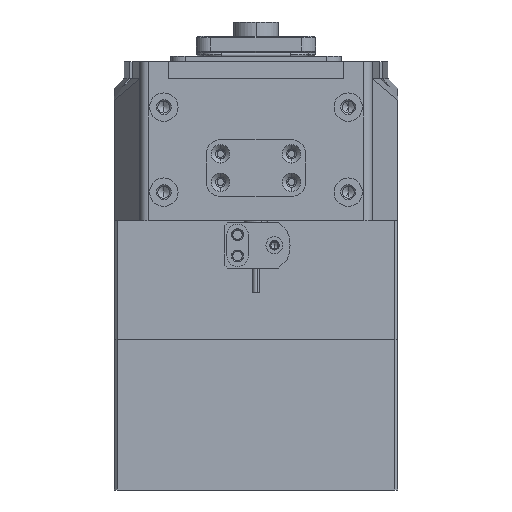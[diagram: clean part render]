
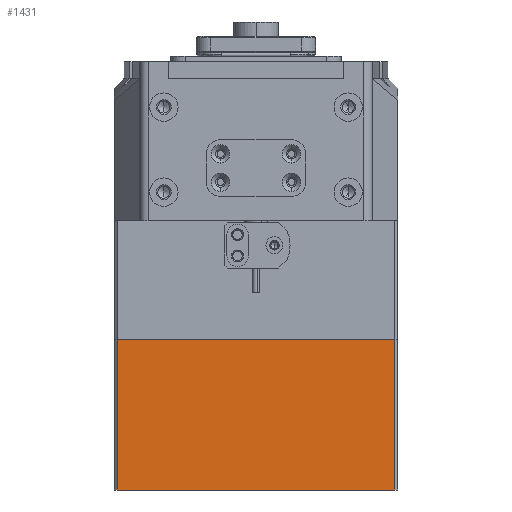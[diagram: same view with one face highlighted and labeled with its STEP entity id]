
A CAD part, left-side view. The second image highlights one B-rep face of the part: STEP entity #1431.
In plain terms, the highlighted planar face has unit normal (-1, 0, 0).
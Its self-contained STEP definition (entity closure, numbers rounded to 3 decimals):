
#1025 = VERTEX_POINT ( 'NONE', #40550 ) ;
#1431 = ADVANCED_FACE ( 'NONE', ( #52192 ), #11510, .F. ) ;
#5941 = LINE ( 'NONE', #43551, #11104 ) ;
#11104 = VECTOR ( 'NONE', #22384, 1000. ) ;
#11460 = CARTESIAN_POINT ( 'NONE',  ( -79.489, 45.785, 108. ) ) ;
#11510 = PLANE ( 'NONE',  #17708 ) ;
#12037 = DIRECTION ( 'NONE',  ( 1., 0., 0. ) ) ;
#14917 = LINE ( 'NONE', #11460, #30467 ) ;
#15118 = CARTESIAN_POINT ( 'NONE',  ( -79.489, 44.785, 55. ) ) ;
#15763 = EDGE_CURVE ( 'NONE', #1025, #18769, #47227, .T. ) ;
#17708 = AXIS2_PLACEMENT_3D ( 'NONE', #53370, #12037, #32332 ) ;
#18769 = VERTEX_POINT ( 'NONE', #15118 ) ;
#19109 = DIRECTION ( 'NONE',  ( 0., 1., 0. ) ) ;
#21453 = ORIENTED_EDGE ( 'NONE', *, *, #42560, .F. ) ;
#21704 = EDGE_CURVE ( 'NONE', #46127, #1025, #14917, .T. ) ;
#22384 = DIRECTION ( 'NONE',  ( 0., 1., 0. ) ) ;
#25851 = VECTOR ( 'NONE', #51081, 1000. ) ;
#27577 = ORIENTED_EDGE ( 'NONE', *, *, #21704, .T. ) ;
#28606 = CARTESIAN_POINT ( 'NONE',  ( -79.489, -53.015, 108. ) ) ;
#30467 = VECTOR ( 'NONE', #19109, 1000. ) ;
#32332 = DIRECTION ( 'NONE',  ( 0., 0., 1. ) ) ;
#33464 = CARTESIAN_POINT ( 'NONE',  ( -79.489, -53.015, 55. ) ) ;
#34186 = CARTESIAN_POINT ( 'NONE',  ( -79.489, 44.785, 55. ) ) ;
#35216 = ORIENTED_EDGE ( 'NONE', *, *, #15763, .T. ) ;
#36840 = LINE ( 'NONE', #45231, #51191 ) ;
#37565 = DIRECTION ( 'NONE',  ( 0., 0., 1. ) ) ;
#40550 = CARTESIAN_POINT ( 'NONE',  ( -79.489, 44.785, 108. ) ) ;
#42560 = EDGE_CURVE ( 'NONE', #49998, #18769, #5941, .T. ) ;
#43213 = ORIENTED_EDGE ( 'NONE', *, *, #50429, .T. ) ;
#43551 = CARTESIAN_POINT ( 'NONE',  ( -79.489, 45.785, 55. ) ) ;
#45231 = CARTESIAN_POINT ( 'NONE',  ( -79.489, -53.015, 55. ) ) ;
#45381 = EDGE_LOOP ( 'NONE', ( #43213, #27577, #35216, #21453 ) ) ;
#46127 = VERTEX_POINT ( 'NONE', #28606 ) ;
#47227 = LINE ( 'NONE', #34186, #25851 ) ;
#49998 = VERTEX_POINT ( 'NONE', #33464 ) ;
#50429 = EDGE_CURVE ( 'NONE', #49998, #46127, #36840, .T. ) ;
#51081 = DIRECTION ( 'NONE',  ( 0., 0., -1. ) ) ;
#51191 = VECTOR ( 'NONE', #37565, 1000. ) ;
#52192 = FACE_OUTER_BOUND ( 'NONE', #45381, .T. ) ;
#53370 = CARTESIAN_POINT ( 'NONE',  ( -79.489, 45.785, 55. ) ) ;
